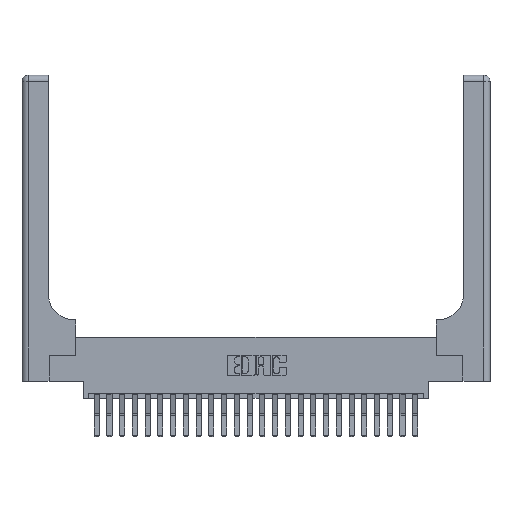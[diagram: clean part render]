
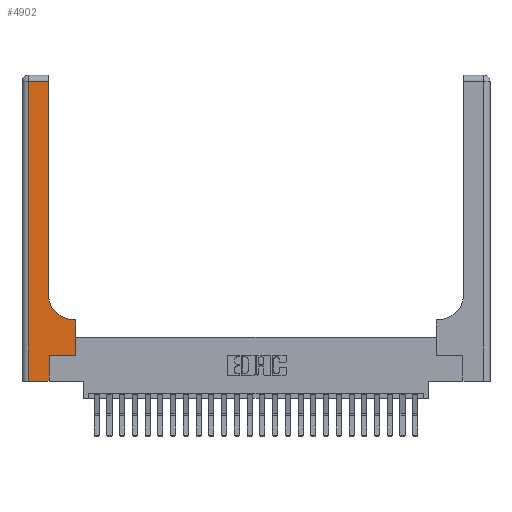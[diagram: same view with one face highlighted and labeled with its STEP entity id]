
A CAD part, top view. The second image highlights one B-rep face of the part: STEP entity #4902.
In plain terms, the highlighted planar face has unit normal (0, 0, 1).
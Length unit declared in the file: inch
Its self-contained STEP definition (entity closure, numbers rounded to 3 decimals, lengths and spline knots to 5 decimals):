
#19 = DIRECTION ( 'NONE',  ( -1., 0., 0. ) ) ;
#148 = VERTEX_POINT ( 'NONE', #5500 ) ;
#213 = VECTOR ( 'NONE', #16549, 39.37008 ) ;
#242 = ORIENTED_EDGE ( 'NONE', *, *, #18419, .T. ) ;
#372 = LINE ( 'NONE', #23863, #2394 ) ;
#1937 = CARTESIAN_POINT ( 'NONE',  ( 0.06, 2.94, 0.37 ) ) ;
#2334 = VERTEX_POINT ( 'NONE', #3923 ) ;
#2394 = VECTOR ( 'NONE', #4641, 39.37008 ) ;
#2607 = PLANE ( 'NONE',  #10478 ) ;
#2826 = VECTOR ( 'NONE', #17694, 39.37008 ) ;
#3438 = CARTESIAN_POINT ( 'NONE',  ( 0., 2.94, 0.37 ) ) ;
#3923 = CARTESIAN_POINT ( 'NONE',  ( 0.26, 0.85, 0.37 ) ) ;
#4063 = CARTESIAN_POINT ( 'NONE',  ( 0.06, 0., 0.37 ) ) ;
#4126 = DIRECTION ( 'NONE',  ( 0., 0., -1. ) ) ;
#4475 = EDGE_CURVE ( 'NONE', #9520, #7781, #372, .T. ) ;
#4641 = DIRECTION ( 'NONE',  ( 0., -1., 0. ) ) ;
#4902 = ADVANCED_FACE ( 'NONE', ( #23581 ), #2607, .F. ) ;
#5101 = ORIENTED_EDGE ( 'NONE', *, *, #8490, .T. ) ;
#5177 = AXIS2_PLACEMENT_3D ( 'NONE', #12500, #10600, #7325 ) ;
#5268 = VECTOR ( 'NONE', #13146, 39.37008 ) ;
#5500 = CARTESIAN_POINT ( 'NONE',  ( 0.265, 0., 0.37 ) ) ;
#5948 = ORIENTED_EDGE ( 'NONE', *, *, #4475, .T. ) ;
#6097 = EDGE_CURVE ( 'NONE', #7781, #148, #11850, .T. ) ;
#6279 = CARTESIAN_POINT ( 'NONE',  ( 0., 3., 0.37 ) ) ;
#6565 = LINE ( 'NONE', #16183, #2826 ) ;
#7325 = DIRECTION ( 'NONE',  ( 1., 0., 0. ) ) ;
#7380 = VERTEX_POINT ( 'NONE', #20425 ) ;
#7575 = LINE ( 'NONE', #19075, #5268 ) ;
#7663 = LINE ( 'NONE', #19412, #13321 ) ;
#7781 = VERTEX_POINT ( 'NONE', #4063 ) ;
#8490 = EDGE_CURVE ( 'NONE', #2334, #18242, #20565, .T. ) ;
#9090 = CARTESIAN_POINT ( 'NONE',  ( 0.528, 0.25, 0.37 ) ) ;
#9520 = VERTEX_POINT ( 'NONE', #1937 ) ;
#9756 = DIRECTION ( 'NONE',  ( -1., 0., 0. ) ) ;
#10478 = AXIS2_PLACEMENT_3D ( 'NONE', #6279, #4126, #17651 ) ;
#10600 = DIRECTION ( 'NONE',  ( 0., 0., -1. ) ) ;
#10664 = ORIENTED_EDGE ( 'NONE', *, *, #16788, .T. ) ;
#10975 = CARTESIAN_POINT ( 'NONE',  ( 0.26, 3., 0.37 ) ) ;
#11201 = ORIENTED_EDGE ( 'NONE', *, *, #19121, .T. ) ;
#11683 = CARTESIAN_POINT ( 'NONE',  ( 0.528, 0.6, 0.37 ) ) ;
#11850 = LINE ( 'NONE', #21560, #16264 ) ;
#12079 = VERTEX_POINT ( 'NONE', #11683 ) ;
#12341 = DIRECTION ( 'NONE',  ( 1., 0., 0. ) ) ;
#12500 = CARTESIAN_POINT ( 'NONE',  ( 0.51, 0.85, 0.37 ) ) ;
#12540 = EDGE_CURVE ( 'NONE', #12079, #7380, #15591, .T. ) ;
#13146 = DIRECTION ( 'NONE',  ( 0., 1., 0. ) ) ;
#13321 = VECTOR ( 'NONE', #21289, 39.37008 ) ;
#13852 = ORIENTED_EDGE ( 'NONE', *, *, #6097, .T. ) ;
#13865 = EDGE_LOOP ( 'NONE', ( #5101, #23459, #5948, #13852, #11201, #14229, #242, #24961, #10664 ) ) ;
#14229 = ORIENTED_EDGE ( 'NONE', *, *, #18863, .T. ) ;
#14589 = VERTEX_POINT ( 'NONE', #9090 ) ;
#15198 = LINE ( 'NONE', #3438, #15859 ) ;
#15430 = VERTEX_POINT ( 'NONE', #18314 ) ;
#15591 = LINE ( 'NONE', #19492, #17711 ) ;
#15859 = VECTOR ( 'NONE', #19, 39.37008 ) ;
#16183 = CARTESIAN_POINT ( 'NONE',  ( 0.265, 0.25, 0.37 ) ) ;
#16264 = VECTOR ( 'NONE', #12341, 39.37008 ) ;
#16411 = CARTESIAN_POINT ( 'NONE',  ( 0.26, 2.94, 0.37 ) ) ;
#16549 = DIRECTION ( 'NONE',  ( 0., 1., 0. ) ) ;
#16788 = EDGE_CURVE ( 'NONE', #7380, #2334, #16894, .T. ) ;
#16894 = CIRCLE ( 'NONE', #5177, 0.25 ) ;
#17651 = DIRECTION ( 'NONE',  ( -1., 0., 0. ) ) ;
#17694 = DIRECTION ( 'NONE',  ( 1., 0., 0. ) ) ;
#17711 = VECTOR ( 'NONE', #9756, 39.37008 ) ;
#18242 = VERTEX_POINT ( 'NONE', #16411 ) ;
#18314 = CARTESIAN_POINT ( 'NONE',  ( 0.265, 0.25, 0.37 ) ) ;
#18419 = EDGE_CURVE ( 'NONE', #14589, #12079, #7663, .T. ) ;
#18863 = EDGE_CURVE ( 'NONE', #15430, #14589, #6565, .T. ) ;
#19075 = CARTESIAN_POINT ( 'NONE',  ( 0.265, 0., 0.37 ) ) ;
#19121 = EDGE_CURVE ( 'NONE', #148, #15430, #7575, .T. ) ;
#19412 = CARTESIAN_POINT ( 'NONE',  ( 0.528, 0.25, 0.37 ) ) ;
#19492 = CARTESIAN_POINT ( 'NONE',  ( 0.26, 0.6, 0.37 ) ) ;
#20425 = CARTESIAN_POINT ( 'NONE',  ( 0.51, 0.6, 0.37 ) ) ;
#20565 = LINE ( 'NONE', #10975, #213 ) ;
#21289 = DIRECTION ( 'NONE',  ( 0., 1., 0. ) ) ;
#21560 = CARTESIAN_POINT ( 'NONE',  ( 0., 0., 0.37 ) ) ;
#23459 = ORIENTED_EDGE ( 'NONE', *, *, #23813, .T. ) ;
#23581 = FACE_OUTER_BOUND ( 'NONE', #13865, .T. ) ;
#23813 = EDGE_CURVE ( 'NONE', #18242, #9520, #15198, .T. ) ;
#23863 = CARTESIAN_POINT ( 'NONE',  ( 0.06, 3., 0.37 ) ) ;
#24961 = ORIENTED_EDGE ( 'NONE', *, *, #12540, .T. ) ;
